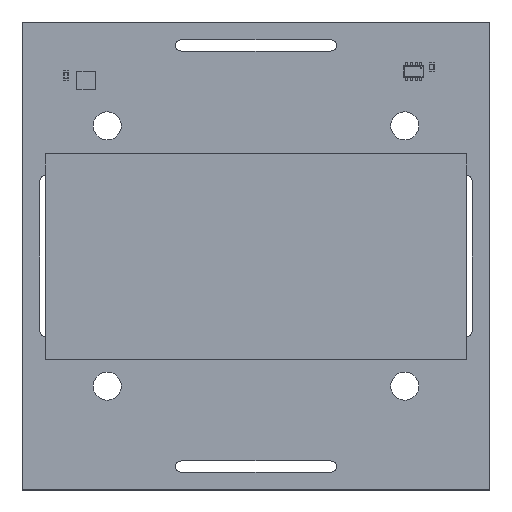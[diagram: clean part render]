
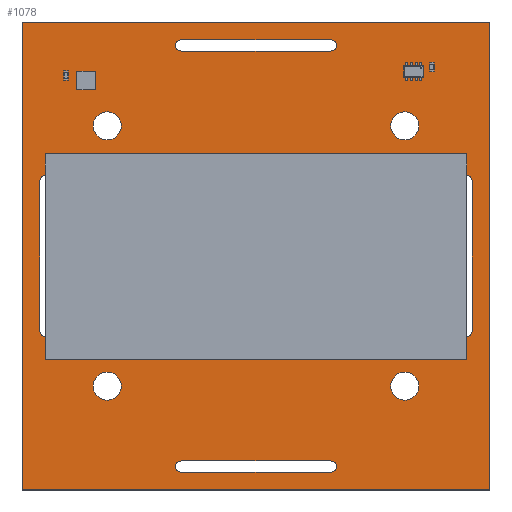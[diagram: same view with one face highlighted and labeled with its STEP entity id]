
A CAD part, top view. The second image highlights one B-rep face of the part: STEP entity #1078.
In plain terms, the highlighted planar face has unit normal (0, 0, 1).
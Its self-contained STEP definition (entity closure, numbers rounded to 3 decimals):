
#67 = VERTEX_POINT('',#68);
#68 = CARTESIAN_POINT('',(150.,-150.,0.));
#85 = VERTEX_POINT('',#86);
#86 = CARTESIAN_POINT('',(100.,-150.,0.));
#92 = EDGE_CURVE('',#67,#85,#93,.T.);
#93 = LINE('',#94,#95);
#94 = CARTESIAN_POINT('',(150.,-150.,0.));
#95 = VECTOR('',#96,1.);
#96 = DIRECTION('',(-1.,0.,0.));
#107 = VERTEX_POINT('',#108);
#108 = CARTESIAN_POINT('',(150.,-100.,0.));
#123 = EDGE_CURVE('',#107,#67,#124,.T.);
#124 = LINE('',#125,#126);
#125 = CARTESIAN_POINT('',(150.,-100.,0.));
#126 = VECTOR('',#127,1.);
#127 = DIRECTION('',(0.,-1.,0.));
#147 = VERTEX_POINT('',#148);
#148 = CARTESIAN_POINT('',(100.,-100.,0.));
#154 = EDGE_CURVE('',#85,#147,#155,.T.);
#155 = LINE('',#156,#157);
#156 = CARTESIAN_POINT('',(100.,-150.,0.));
#157 = VECTOR('',#158,1.);
#158 = DIRECTION('',(0.,1.,0.));
#176 = EDGE_CURVE('',#147,#107,#177,.T.);
#177 = LINE('',#178,#179);
#178 = CARTESIAN_POINT('',(100.,-100.,0.));
#179 = VECTOR('',#180,1.);
#180 = DIRECTION('',(1.,0.,0.));
#191 = VERTEX_POINT('',#192);
#192 = CARTESIAN_POINT('',(142.4,-138.9,0.));
#208 = EDGE_CURVE('',#191,#191,#209,.T.);
#209 = CIRCLE('',#210,1.5);
#210 = AXIS2_PLACEMENT_3D('',#211,#212,#213);
#211 = CARTESIAN_POINT('',(140.9,-138.9,0.));
#212 = DIRECTION('',(0.,0.,1.));
#213 = DIRECTION('',(1.,0.,0.));
#224 = VERTEX_POINT('',#225);
#225 = CARTESIAN_POINT('',(133.,-146.9,0.));
#243 = VERTEX_POINT('',#244);
#244 = CARTESIAN_POINT('',(133.,-148.1,0.));
#250 = EDGE_CURVE('',#224,#243,#251,.T.);
#251 = CIRCLE('',#252,0.6);
#252 = AXIS2_PLACEMENT_3D('',#253,#254,#255);
#253 = CARTESIAN_POINT('',(133.,-147.5,0.));
#254 = DIRECTION('',(0.,0.,-1.));
#255 = DIRECTION('',(0.,1.,0.));
#266 = VERTEX_POINT('',#267);
#267 = CARTESIAN_POINT('',(125.,-148.1,0.));
#282 = EDGE_CURVE('',#266,#243,#283,.T.);
#283 = LINE('',#284,#285);
#284 = CARTESIAN_POINT('',(125.,-148.1,0.));
#285 = VECTOR('',#286,1.);
#286 = DIRECTION('',(1.,0.,0.));
#297 = VERTEX_POINT('',#298);
#298 = CARTESIAN_POINT('',(117.,-148.1,0.));
#313 = EDGE_CURVE('',#297,#266,#314,.T.);
#314 = LINE('',#315,#316);
#315 = CARTESIAN_POINT('',(117.,-148.1,0.));
#316 = VECTOR('',#317,1.);
#317 = DIRECTION('',(1.,0.,0.));
#338 = VERTEX_POINT('',#339);
#339 = CARTESIAN_POINT('',(117.,-146.9,0.));
#345 = EDGE_CURVE('',#297,#338,#346,.T.);
#346 = CIRCLE('',#347,0.6);
#347 = AXIS2_PLACEMENT_3D('',#348,#349,#350);
#348 = CARTESIAN_POINT('',(117.,-147.5,0.));
#349 = DIRECTION('',(0.,0.,-1.));
#350 = DIRECTION('',(0.,-1.,-0.));
#361 = VERTEX_POINT('',#362);
#362 = CARTESIAN_POINT('',(125.,-146.9,0.));
#377 = EDGE_CURVE('',#361,#338,#378,.T.);
#378 = LINE('',#379,#380);
#379 = CARTESIAN_POINT('',(125.,-146.9,0.));
#380 = VECTOR('',#381,1.);
#381 = DIRECTION('',(-1.,0.,0.));
#399 = EDGE_CURVE('',#224,#361,#400,.T.);
#400 = LINE('',#401,#402);
#401 = CARTESIAN_POINT('',(133.,-146.9,0.));
#402 = VECTOR('',#403,1.);
#403 = DIRECTION('',(-1.,0.,0.));
#414 = VERTEX_POINT('',#415);
#415 = CARTESIAN_POINT('',(148.1,-133.,0.));
#433 = VERTEX_POINT('',#434);
#434 = CARTESIAN_POINT('',(146.9,-133.,0.));
#440 = EDGE_CURVE('',#414,#433,#441,.T.);
#441 = CIRCLE('',#442,0.6);
#442 = AXIS2_PLACEMENT_3D('',#443,#444,#445);
#443 = CARTESIAN_POINT('',(147.5,-133.,0.));
#444 = DIRECTION('',(0.,0.,-1.));
#445 = DIRECTION('',(1.,0.,0.));
#456 = VERTEX_POINT('',#457);
#457 = CARTESIAN_POINT('',(146.9,-125.,0.));
#472 = EDGE_CURVE('',#456,#433,#473,.T.);
#473 = LINE('',#474,#475);
#474 = CARTESIAN_POINT('',(146.9,-125.,0.));
#475 = VECTOR('',#476,1.);
#476 = DIRECTION('',(0.,-1.,0.));
#487 = VERTEX_POINT('',#488);
#488 = CARTESIAN_POINT('',(146.9,-117.,0.));
#503 = EDGE_CURVE('',#487,#456,#504,.T.);
#504 = LINE('',#505,#506);
#505 = CARTESIAN_POINT('',(146.9,-117.,0.));
#506 = VECTOR('',#507,1.);
#507 = DIRECTION('',(0.,-1.,0.));
#528 = VERTEX_POINT('',#529);
#529 = CARTESIAN_POINT('',(148.1,-117.,0.));
#535 = EDGE_CURVE('',#487,#528,#536,.T.);
#536 = CIRCLE('',#537,0.6);
#537 = AXIS2_PLACEMENT_3D('',#538,#539,#540);
#538 = CARTESIAN_POINT('',(147.5,-117.,0.));
#539 = DIRECTION('',(0.,0.,-1.));
#540 = DIRECTION('',(-1.,0.,0.));
#551 = VERTEX_POINT('',#552);
#552 = CARTESIAN_POINT('',(148.1,-125.,0.));
#567 = EDGE_CURVE('',#551,#528,#568,.T.);
#568 = LINE('',#569,#570);
#569 = CARTESIAN_POINT('',(148.1,-125.,0.));
#570 = VECTOR('',#571,1.);
#571 = DIRECTION('',(0.,1.,0.));
#589 = EDGE_CURVE('',#414,#551,#590,.T.);
#590 = LINE('',#591,#592);
#591 = CARTESIAN_POINT('',(148.1,-133.,0.));
#592 = VECTOR('',#593,1.);
#593 = DIRECTION('',(0.,1.,0.));
#604 = VERTEX_POINT('',#605);
#605 = CARTESIAN_POINT('',(110.6,-138.9,0.));
#621 = EDGE_CURVE('',#604,#604,#622,.T.);
#622 = CIRCLE('',#623,1.5);
#623 = AXIS2_PLACEMENT_3D('',#624,#625,#626);
#624 = CARTESIAN_POINT('',(109.1,-138.9,0.));
#625 = DIRECTION('',(0.,0.,1.));
#626 = DIRECTION('',(1.,0.,0.));
#637 = VERTEX_POINT('',#638);
#638 = CARTESIAN_POINT('',(142.4,-111.1,0.));
#654 = EDGE_CURVE('',#637,#637,#655,.T.);
#655 = CIRCLE('',#656,1.5);
#656 = AXIS2_PLACEMENT_3D('',#657,#658,#659);
#657 = CARTESIAN_POINT('',(140.9,-111.1,0.));
#658 = DIRECTION('',(0.,0.,1.));
#659 = DIRECTION('',(1.,0.,0.));
#670 = VERTEX_POINT('',#671);
#671 = CARTESIAN_POINT('',(101.9,-117.,0.));
#689 = VERTEX_POINT('',#690);
#690 = CARTESIAN_POINT('',(103.1,-117.,0.));
#696 = EDGE_CURVE('',#670,#689,#697,.T.);
#697 = CIRCLE('',#698,0.6);
#698 = AXIS2_PLACEMENT_3D('',#699,#700,#701);
#699 = CARTESIAN_POINT('',(102.5,-117.,0.));
#700 = DIRECTION('',(0.,0.,-1.));
#701 = DIRECTION('',(-1.,0.,0.));
#712 = VERTEX_POINT('',#713);
#713 = CARTESIAN_POINT('',(103.1,-125.,0.));
#728 = EDGE_CURVE('',#712,#689,#729,.T.);
#729 = LINE('',#730,#731);
#730 = CARTESIAN_POINT('',(103.1,-125.,0.));
#731 = VECTOR('',#732,1.);
#732 = DIRECTION('',(0.,1.,0.));
#743 = VERTEX_POINT('',#744);
#744 = CARTESIAN_POINT('',(103.1,-133.,0.));
#759 = EDGE_CURVE('',#743,#712,#760,.T.);
#760 = LINE('',#761,#762);
#761 = CARTESIAN_POINT('',(103.1,-133.,0.));
#762 = VECTOR('',#763,1.);
#763 = DIRECTION('',(0.,1.,0.));
#784 = VERTEX_POINT('',#785);
#785 = CARTESIAN_POINT('',(101.9,-133.,0.));
#791 = EDGE_CURVE('',#743,#784,#792,.T.);
#792 = CIRCLE('',#793,0.6);
#793 = AXIS2_PLACEMENT_3D('',#794,#795,#796);
#794 = CARTESIAN_POINT('',(102.5,-133.,0.));
#795 = DIRECTION('',(0.,0.,-1.));
#796 = DIRECTION('',(1.,0.,0.));
#807 = VERTEX_POINT('',#808);
#808 = CARTESIAN_POINT('',(101.9,-125.,0.));
#823 = EDGE_CURVE('',#807,#784,#824,.T.);
#824 = LINE('',#825,#826);
#825 = CARTESIAN_POINT('',(101.9,-125.,0.));
#826 = VECTOR('',#827,1.);
#827 = DIRECTION('',(0.,-1.,0.));
#845 = EDGE_CURVE('',#670,#807,#846,.T.);
#846 = LINE('',#847,#848);
#847 = CARTESIAN_POINT('',(101.9,-117.,0.));
#848 = VECTOR('',#849,1.);
#849 = DIRECTION('',(0.,-1.,0.));
#860 = VERTEX_POINT('',#861);
#861 = CARTESIAN_POINT('',(117.,-103.1,0.));
#879 = VERTEX_POINT('',#880);
#880 = CARTESIAN_POINT('',(117.,-101.9,0.));
#886 = EDGE_CURVE('',#860,#879,#887,.T.);
#887 = CIRCLE('',#888,0.6);
#888 = AXIS2_PLACEMENT_3D('',#889,#890,#891);
#889 = CARTESIAN_POINT('',(117.,-102.5,0.));
#890 = DIRECTION('',(0.,0.,-1.));
#891 = DIRECTION('',(0.,-1.,0.));
#902 = VERTEX_POINT('',#903);
#903 = CARTESIAN_POINT('',(125.,-101.9,0.));
#918 = EDGE_CURVE('',#902,#879,#919,.T.);
#919 = LINE('',#920,#921);
#920 = CARTESIAN_POINT('',(125.,-101.9,0.));
#921 = VECTOR('',#922,1.);
#922 = DIRECTION('',(-1.,0.,0.));
#933 = VERTEX_POINT('',#934);
#934 = CARTESIAN_POINT('',(133.,-101.9,0.));
#949 = EDGE_CURVE('',#933,#902,#950,.T.);
#950 = LINE('',#951,#952);
#951 = CARTESIAN_POINT('',(133.,-101.9,0.));
#952 = VECTOR('',#953,1.);
#953 = DIRECTION('',(-1.,0.,0.));
#974 = VERTEX_POINT('',#975);
#975 = CARTESIAN_POINT('',(133.,-103.1,0.));
#981 = EDGE_CURVE('',#933,#974,#982,.T.);
#982 = CIRCLE('',#983,0.6);
#983 = AXIS2_PLACEMENT_3D('',#984,#985,#986);
#984 = CARTESIAN_POINT('',(133.,-102.5,0.));
#985 = DIRECTION('',(0.,0.,-1.));
#986 = DIRECTION('',(0.,1.,0.));
#997 = VERTEX_POINT('',#998);
#998 = CARTESIAN_POINT('',(125.,-103.1,0.));
#1013 = EDGE_CURVE('',#997,#974,#1014,.T.);
#1014 = LINE('',#1015,#1016);
#1015 = CARTESIAN_POINT('',(125.,-103.1,0.));
#1016 = VECTOR('',#1017,1.);
#1017 = DIRECTION('',(1.,0.,0.));
#1035 = EDGE_CURVE('',#860,#997,#1036,.T.);
#1036 = LINE('',#1037,#1038);
#1037 = CARTESIAN_POINT('',(117.,-103.1,0.));
#1038 = VECTOR('',#1039,1.);
#1039 = DIRECTION('',(1.,0.,0.));
#1050 = VERTEX_POINT('',#1051);
#1051 = CARTESIAN_POINT('',(110.6,-111.1,0.));
#1067 = EDGE_CURVE('',#1050,#1050,#1068,.T.);
#1068 = CIRCLE('',#1069,1.5);
#1069 = AXIS2_PLACEMENT_3D('',#1070,#1071,#1072);
#1070 = CARTESIAN_POINT('',(109.1,-111.1,0.));
#1071 = DIRECTION('',(0.,0.,1.));
#1072 = DIRECTION('',(1.,0.,0.));
#1078 = ADVANCED_FACE('',(#1079,#1085,#1088,#1096,#1104,#1107,#1110,
    #1118,#1126),#1129,.F.);
#1079 = FACE_BOUND('',#1080,.F.);
#1080 = EDGE_LOOP('',(#1081,#1082,#1083,#1084));
#1081 = ORIENTED_EDGE('',*,*,#92,.T.);
#1082 = ORIENTED_EDGE('',*,*,#154,.T.);
#1083 = ORIENTED_EDGE('',*,*,#176,.T.);
#1084 = ORIENTED_EDGE('',*,*,#123,.T.);
#1085 = FACE_BOUND('',#1086,.F.);
#1086 = EDGE_LOOP('',(#1087));
#1087 = ORIENTED_EDGE('',*,*,#208,.T.);
#1088 = FACE_BOUND('',#1089,.F.);
#1089 = EDGE_LOOP('',(#1090,#1091,#1092,#1093,#1094,#1095));
#1090 = ORIENTED_EDGE('',*,*,#250,.F.);
#1091 = ORIENTED_EDGE('',*,*,#399,.T.);
#1092 = ORIENTED_EDGE('',*,*,#377,.T.);
#1093 = ORIENTED_EDGE('',*,*,#345,.F.);
#1094 = ORIENTED_EDGE('',*,*,#313,.T.);
#1095 = ORIENTED_EDGE('',*,*,#282,.T.);
#1096 = FACE_BOUND('',#1097,.F.);
#1097 = EDGE_LOOP('',(#1098,#1099,#1100,#1101,#1102,#1103));
#1098 = ORIENTED_EDGE('',*,*,#440,.F.);
#1099 = ORIENTED_EDGE('',*,*,#589,.T.);
#1100 = ORIENTED_EDGE('',*,*,#567,.T.);
#1101 = ORIENTED_EDGE('',*,*,#535,.F.);
#1102 = ORIENTED_EDGE('',*,*,#503,.T.);
#1103 = ORIENTED_EDGE('',*,*,#472,.T.);
#1104 = FACE_BOUND('',#1105,.F.);
#1105 = EDGE_LOOP('',(#1106));
#1106 = ORIENTED_EDGE('',*,*,#621,.T.);
#1107 = FACE_BOUND('',#1108,.F.);
#1108 = EDGE_LOOP('',(#1109));
#1109 = ORIENTED_EDGE('',*,*,#654,.T.);
#1110 = FACE_BOUND('',#1111,.F.);
#1111 = EDGE_LOOP('',(#1112,#1113,#1114,#1115,#1116,#1117));
#1112 = ORIENTED_EDGE('',*,*,#696,.F.);
#1113 = ORIENTED_EDGE('',*,*,#845,.T.);
#1114 = ORIENTED_EDGE('',*,*,#823,.T.);
#1115 = ORIENTED_EDGE('',*,*,#791,.F.);
#1116 = ORIENTED_EDGE('',*,*,#759,.T.);
#1117 = ORIENTED_EDGE('',*,*,#728,.T.);
#1118 = FACE_BOUND('',#1119,.F.);
#1119 = EDGE_LOOP('',(#1120,#1121,#1122,#1123,#1124,#1125));
#1120 = ORIENTED_EDGE('',*,*,#886,.F.);
#1121 = ORIENTED_EDGE('',*,*,#1035,.T.);
#1122 = ORIENTED_EDGE('',*,*,#1013,.T.);
#1123 = ORIENTED_EDGE('',*,*,#981,.F.);
#1124 = ORIENTED_EDGE('',*,*,#949,.T.);
#1125 = ORIENTED_EDGE('',*,*,#918,.T.);
#1126 = FACE_BOUND('',#1127,.F.);
#1127 = EDGE_LOOP('',(#1128));
#1128 = ORIENTED_EDGE('',*,*,#1067,.T.);
#1129 = PLANE('',#1130);
#1130 = AXIS2_PLACEMENT_3D('',#1131,#1132,#1133);
#1131 = CARTESIAN_POINT('',(125.,-125.,0.));
#1132 = DIRECTION('',(-0.,-0.,-1.));
#1133 = DIRECTION('',(-1.,0.,0.));
